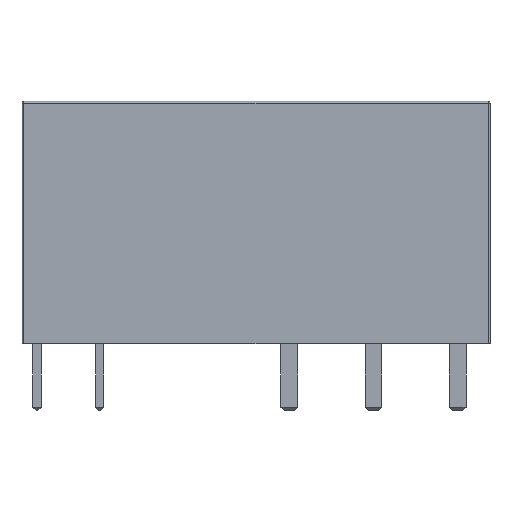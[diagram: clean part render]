
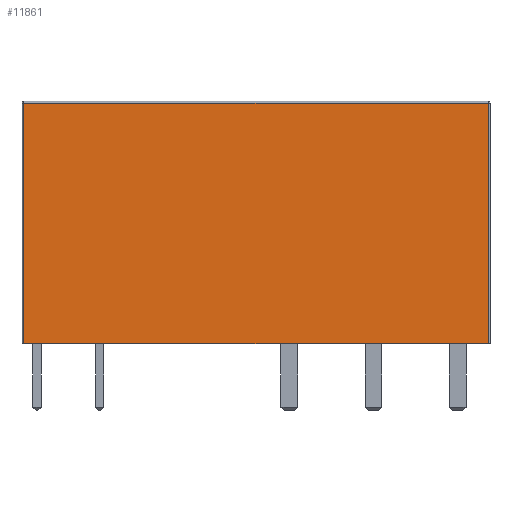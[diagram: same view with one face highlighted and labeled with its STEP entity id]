
A CAD part, front view. The second image highlights one B-rep face of the part: STEP entity #11861.
In plain terms, the highlighted planar face has unit normal (0, -1, 0).
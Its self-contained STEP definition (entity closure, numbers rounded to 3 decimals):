
#342 = LINE ( 'NONE', #5308, #14956 ) ;
#505 = DIRECTION ( 'NONE',  ( -1., 0., 0. ) ) ;
#1317 = CARTESIAN_POINT ( 'NONE',  ( -13.9, -2.5, 14.4 ) ) ;
#1423 = VECTOR ( 'NONE', #10242, 1000. ) ;
#2466 = CARTESIAN_POINT ( 'NONE',  ( -13.9, -2.5, 14.5 ) ) ;
#3476 = EDGE_CURVE ( 'NONE', #15595, #12158, #342, .T. ) ;
#4189 = VECTOR ( 'NONE', #15678, 1000. ) ;
#4594 = ORIENTED_EDGE ( 'NONE', *, *, #9569, .T. ) ;
#4727 = LINE ( 'NONE', #13161, #7120 ) ;
#5308 = CARTESIAN_POINT ( 'NONE',  ( -14., -2.5, 14.4 ) ) ;
#5610 = LINE ( 'NONE', #7780, #1423 ) ;
#5978 = EDGE_CURVE ( 'NONE', #13721, #15219, #5610, .T. ) ;
#7120 = VECTOR ( 'NONE', #9695, 1000. ) ;
#7353 = PLANE ( 'NONE',  #8617 ) ;
#7780 = CARTESIAN_POINT ( 'NONE',  ( -14., -2.5, 0. ) ) ;
#8370 = CARTESIAN_POINT ( 'NONE',  ( 13.9, -2.5, 14.4 ) ) ;
#8595 = FACE_OUTER_BOUND ( 'NONE', #10617, .T. ) ;
#8617 = AXIS2_PLACEMENT_3D ( 'NONE', #9890, #14817, #13585 ) ;
#9569 = EDGE_CURVE ( 'NONE', #15219, #15595, #4727, .T. ) ;
#9614 = ORIENTED_EDGE ( 'NONE', *, *, #5978, .T. ) ;
#9695 = DIRECTION ( 'NONE',  ( 0., 0., 1. ) ) ;
#9890 = CARTESIAN_POINT ( 'NONE',  ( -14., -2.5, 14.5 ) ) ;
#10242 = DIRECTION ( 'NONE',  ( 1., 0., 0. ) ) ;
#10360 = ORIENTED_EDGE ( 'NONE', *, *, #12462, .T. ) ;
#10617 = EDGE_LOOP ( 'NONE', ( #9614, #4594, #12110, #10360 ) ) ;
#11861 = ADVANCED_FACE ( 'NONE', ( #8595 ), #7353, .F. ) ;
#12110 = ORIENTED_EDGE ( 'NONE', *, *, #3476, .T. ) ;
#12158 = VERTEX_POINT ( 'NONE', #1317 ) ;
#12462 = EDGE_CURVE ( 'NONE', #12158, #13721, #13554, .T. ) ;
#13161 = CARTESIAN_POINT ( 'NONE',  ( 13.9, -2.5, 14.5 ) ) ;
#13205 = CARTESIAN_POINT ( 'NONE',  ( -13.9, -2.5, 0. ) ) ;
#13554 = LINE ( 'NONE', #2466, #4189 ) ;
#13585 = DIRECTION ( 'NONE',  ( 0., 0., 1. ) ) ;
#13721 = VERTEX_POINT ( 'NONE', #13205 ) ;
#13951 = CARTESIAN_POINT ( 'NONE',  ( 13.9, -2.5, 0. ) ) ;
#14817 = DIRECTION ( 'NONE',  ( 0., 1., 0. ) ) ;
#14956 = VECTOR ( 'NONE', #505, 1000. ) ;
#15219 = VERTEX_POINT ( 'NONE', #13951 ) ;
#15595 = VERTEX_POINT ( 'NONE', #8370 ) ;
#15678 = DIRECTION ( 'NONE',  ( 0., 0., -1. ) ) ;
